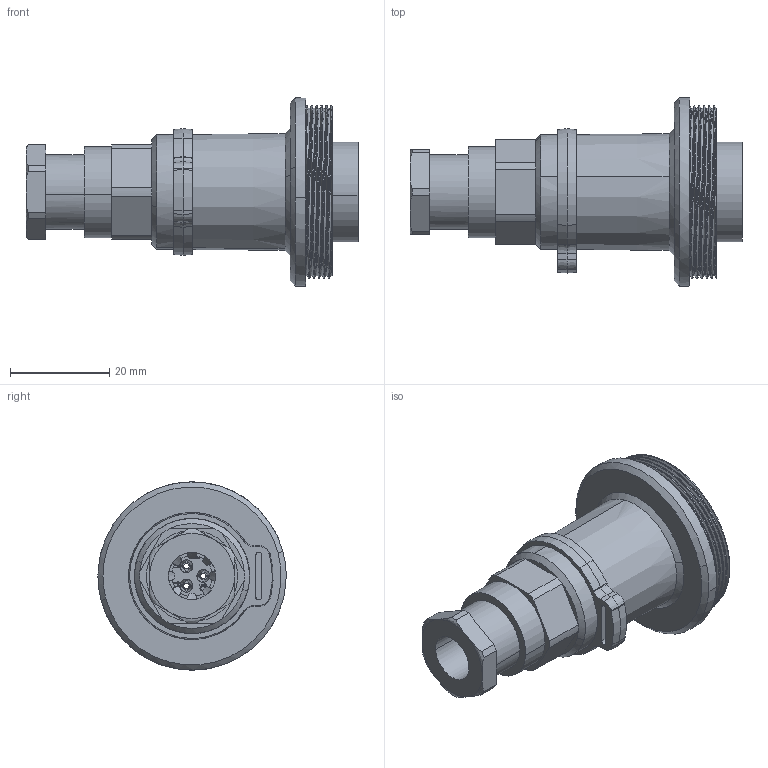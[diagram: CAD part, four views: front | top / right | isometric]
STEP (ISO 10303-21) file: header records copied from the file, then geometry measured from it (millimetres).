
FILE_DESCRIPTION(('STEP AP242'),'1');
FILE_NAME('px0795-p-xx-xxx.stp','2024-05-07T23:00:45',('TraceParts'),('TraceParts S.A.'),'Spatial InterOp 3D',' ',' ');
FILE_SCHEMA(('AP242_MANAGED_MODEL_BASED_3D_ENGINEERING_MIM_LF {1 0 10303 442 1 1 4}'));
Length unit declared in the file: millimetre
Products named in the file (1): px0795-p-xx-xxx_1
Bounding box: 66.97 x 37.95 x 37.96 mm (x, y, z)
Volume: 16325.8 mm3; surface area: 19707.6 mm2
Topology: 3 solids, 3 shells, 1527 faces, 4416 edges, 2953 vertices
Faces by surface type: plane 998, cone 301, cylinder 193, bspline 35
Entity records: 93016 total; most frequent: CARTESIAN_POINT 40326, ORIENTED_EDGE 8832, DIRECTION 7917, EDGE_CURVE 4416, VERTEX_POINT 2953, LINE 2827, VECTOR 2827, AXIS2_PLACEMENT_3D 2545
